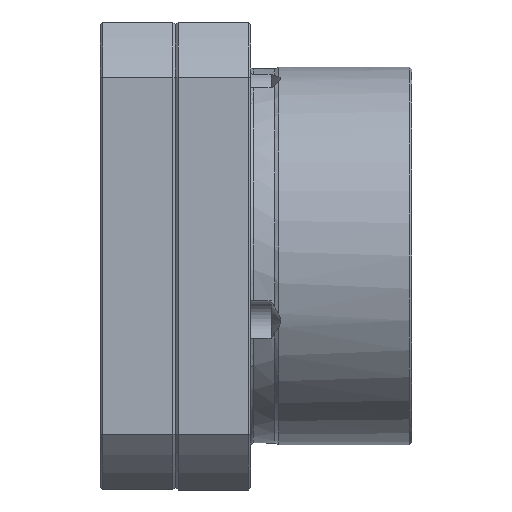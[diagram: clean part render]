
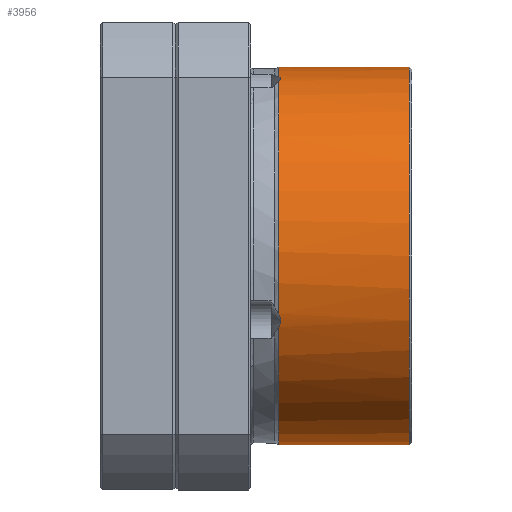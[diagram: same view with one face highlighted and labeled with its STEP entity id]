
A CAD part, front view. The second image highlights one B-rep face of the part: STEP entity #3956.
In plain terms, the highlighted cylindrical face has radius 37.5 mm (diameter 75 mm), a partial arc.
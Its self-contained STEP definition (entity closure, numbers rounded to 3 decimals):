
#435 = CARTESIAN_POINT ( 'NONE',  ( 20.5, 0., 37.5 ) ) ;
#486 = CARTESIAN_POINT ( 'NONE',  ( 20.5, 0., -37.5 ) ) ;
#1199 = CARTESIAN_POINT ( 'NONE',  ( 20.89, -35.407, -12.356 ) ) ;
#1217 = CARTESIAN_POINT ( 'NONE',  ( 20.612, -35.631, -11.695 ) ) ;
#1239 = CARTESIAN_POINT ( 'NONE',  ( 20.953, -35.196, -12.942 ) ) ;
#1240 = CARTESIAN_POINT ( 'NONE',  ( 20.719, -35.559, -11.91 ) ) ;
#1241 = B_SPLINE_CURVE_WITH_KNOTS ( 'NONE', 3,
 ( #1243, #1217, #1240, #1199, #1244, #1239, #1242, #1249, #1248, #1247, #1246, #1245 ),
 .UNSPECIFIED., .F., .F.,
 ( 4, 2, 2, 2, 2, 4 ),
 ( 0., 0.001, 0.002, 0.002, 0.002, 0.003 ),
 .UNSPECIFIED. ) ;
#1242 = CARTESIAN_POINT ( 'NONE',  ( 20.938, -35.152, -13.06 ) ) ;
#1243 = CARTESIAN_POINT ( 'NONE',  ( 20.5, -35.699, -11.481 ) ) ;
#1244 = CARTESIAN_POINT ( 'NONE',  ( 20.952, -35.325, -12.588 ) ) ;
#1245 = CARTESIAN_POINT ( 'NONE',  ( 20.5, -34.727, -14.152 ) ) ;
#1246 = CARTESIAN_POINT ( 'NONE',  ( 20.613, -34.812, -13.944 ) ) ;
#1247 = CARTESIAN_POINT ( 'NONE',  ( 20.719, -34.896, -13.733 ) ) ;
#1248 = CARTESIAN_POINT ( 'NONE',  ( 20.848, -35.024, -13.401 ) ) ;
#1249 = CARTESIAN_POINT ( 'NONE',  ( 20.885, -35.067, -13.289 ) ) ;
#2937 = CIRCLE ( 'NONE', #2993, 37.5 ) ;
#2959 = DIRECTION ( 'NONE',  ( 0., 0., 1. ) ) ;
#2960 = DIRECTION ( 'NONE',  ( -1., 0., 0. ) ) ;
#2961 = CARTESIAN_POINT ( 'NONE',  ( 20.5, 0., 0. ) ) ;
#2993 = AXIS2_PLACEMENT_3D ( 'NONE', #2961, #2960, #2959 ) ;
#3129 = CARTESIAN_POINT ( 'NONE',  ( 20.5, -14.152, 34.727 ) ) ;
#3167 = CARTESIAN_POINT ( 'NONE',  ( 20.5, -35.699, -11.481 ) ) ;
#3229 = DIRECTION ( 'NONE',  ( 0., 0., 1. ) ) ;
#3234 = CIRCLE ( 'NONE', #3275, 37.5 ) ;
#3263 = CYLINDRICAL_SURFACE ( 'NONE', #3267, 37.5 ) ;
#3267 = AXIS2_PLACEMENT_3D ( 'NONE', #3287, #3272, #3229 ) ;
#3272 = DIRECTION ( 'NONE',  ( -1., 0., 0. ) ) ;
#3274 = CARTESIAN_POINT ( 'NONE',  ( 46.5, 0., 0. ) ) ;
#3275 = AXIS2_PLACEMENT_3D ( 'NONE', #3274, #3325, #3350 ) ;
#3287 = CARTESIAN_POINT ( 'NONE',  ( -94.469, 0., 0. ) ) ;
#3325 = DIRECTION ( 'NONE',  ( -1., 0., 0. ) ) ;
#3350 = DIRECTION ( 'NONE',  ( 0., 0., 1. ) ) ;
#3404 = FACE_OUTER_BOUND ( 'NONE', #4033, .T. ) ;
#3416 = DIRECTION ( 'NONE',  ( 0., 0., 1. ) ) ;
#3417 = DIRECTION ( 'NONE',  ( -1., 0., 0. ) ) ;
#3418 = CARTESIAN_POINT ( 'NONE',  ( 20.5, 0., 0. ) ) ;
#3426 = CIRCLE ( 'NONE', #3427, 37.5 ) ;
#3427 = AXIS2_PLACEMENT_3D ( 'NONE', #3418, #3417, #3416 ) ;
#3760 = EDGE_CURVE ( 'NONE', #3840, #3841, #2937, .T. ) ;
#3840 = VERTEX_POINT ( 'NONE', #3167 ) ;
#3841 = VERTEX_POINT ( 'NONE', #3129 ) ;
#3956 = ADVANCED_FACE ( 'NONE', ( #3404 ), #3263, .T. ) ;
#3957 = EDGE_CURVE ( 'NONE', #6998, #7005, #3234, .T. ) ;
#3985 = ORIENTED_EDGE ( 'NONE', *, *, #4435, .F. ) ;
#3992 = EDGE_CURVE ( 'NONE', #4035, #4503, #3426, .T. ) ;
#3994 = ORIENTED_EDGE ( 'NONE', *, *, #3996, .T. ) ;
#3996 = EDGE_CURVE ( 'NONE', #4035, #3841, #4283, .T. ) ;
#3995 = CARTESIAN_POINT ( 'NONE',  ( 20.5, -11.481, 35.699 ) ) ;
#4033 = EDGE_LOOP ( 'NONE', ( #4034, #4044, #4078, #4086, #3994, #4085, #4093, #3985 ) ) ;
#4034 = ORIENTED_EDGE ( 'NONE', *, *, #4444, .F. ) ;
#4035 = VERTEX_POINT ( 'NONE', #3995 ) ;
#4044 = ORIENTED_EDGE ( 'NONE', *, *, #3957, .T. ) ;
#4078 = ORIENTED_EDGE ( 'NONE', *, *, #4461, .T. ) ;
#4085 = ORIENTED_EDGE ( 'NONE', *, *, #3760, .F. ) ;
#4086 = ORIENTED_EDGE ( 'NONE', *, *, #3992, .F. ) ;
#4087 = EDGE_CURVE ( 'NONE', #3840, #4450, #1241, .T. ) ;
#4093 = ORIENTED_EDGE ( 'NONE', *, *, #4087, .T. ) ;
#4283 = B_SPLINE_CURVE_WITH_KNOTS ( 'NONE', 3,
 ( #4297, #4296, #4356, #4311, #4310, #4303, #4302, #4354, #4353, #4295, #4294, #4326 ),
 .UNSPECIFIED., .F., .F.,
 ( 4, 2, 2, 2, 2, 4 ),
 ( 0., 0.001, 0.002, 0.002, 0.002, 0.003 ),
 .UNSPECIFIED. ) ;
#4294 = CARTESIAN_POINT ( 'NONE',  ( 20.613, -13.944, 34.812 ) ) ;
#4295 = CARTESIAN_POINT ( 'NONE',  ( 20.719, -13.733, 34.896 ) ) ;
#4296 = CARTESIAN_POINT ( 'NONE',  ( 20.612, -11.695, 35.631 ) ) ;
#4297 = CARTESIAN_POINT ( 'NONE',  ( 20.5, -11.481, 35.699 ) ) ;
#4302 = CARTESIAN_POINT ( 'NONE',  ( 20.938, -13.06, 35.152 ) ) ;
#4303 = CARTESIAN_POINT ( 'NONE',  ( 20.953, -12.942, 35.196 ) ) ;
#4310 = CARTESIAN_POINT ( 'NONE',  ( 20.952, -12.588, 35.325 ) ) ;
#4311 = CARTESIAN_POINT ( 'NONE',  ( 20.89, -12.356, 35.407 ) ) ;
#4326 = CARTESIAN_POINT ( 'NONE',  ( 20.5, -14.152, 34.727 ) ) ;
#4353 = CARTESIAN_POINT ( 'NONE',  ( 20.848, -13.401, 35.024 ) ) ;
#4354 = CARTESIAN_POINT ( 'NONE',  ( 20.885, -13.289, 35.067 ) ) ;
#4356 = CARTESIAN_POINT ( 'NONE',  ( 20.719, -11.91, 35.559 ) ) ;
#4435 = EDGE_CURVE ( 'NONE', #4487, #4450, #8033, .T. ) ;
#4444 = EDGE_CURVE ( 'NONE', #6998, #4487, #7848, .T. ) ;
#4450 = VERTEX_POINT ( 'NONE', #7831 ) ;
#4461 = EDGE_CURVE ( 'NONE', #7005, #4503, #7875, .T. ) ;
#4487 = VERTEX_POINT ( 'NONE', #486 ) ;
#4503 = VERTEX_POINT ( 'NONE', #435 ) ;
#4622 = CARTESIAN_POINT ( 'NONE',  ( 46.5, 0., 37.5 ) ) ;
#5066 = CARTESIAN_POINT ( 'NONE',  ( 46.5, 0., -37.5 ) ) ;
#6998 = VERTEX_POINT ( 'NONE', #5066 ) ;
#7005 = VERTEX_POINT ( 'NONE', #4622 ) ;
#7831 = CARTESIAN_POINT ( 'NONE',  ( 20.5, -34.727, -14.152 ) ) ;
#7842 = DIRECTION ( 'NONE',  ( -1., 0., 0. ) ) ;
#7843 = VECTOR ( 'NONE', #7842, 1000. ) ;
#7844 = CARTESIAN_POINT ( 'NONE',  ( -94.469, 0., -37.5 ) ) ;
#7848 = LINE ( 'NONE', #7844, #7843 ) ;
#7874 = CARTESIAN_POINT ( 'NONE',  ( -94.469, 0., 37.5 ) ) ;
#7875 = LINE ( 'NONE', #7874, #7889 ) ;
#7888 = DIRECTION ( 'NONE',  ( -1., 0., 0. ) ) ;
#7889 = VECTOR ( 'NONE', #7888, 1000. ) ;
#7971 = DIRECTION ( 'NONE',  ( 0., 0., 1. ) ) ;
#7972 = DIRECTION ( 'NONE',  ( -1., 0., 0. ) ) ;
#7980 = AXIS2_PLACEMENT_3D ( 'NONE', #8025, #7972, #7971 ) ;
#8025 = CARTESIAN_POINT ( 'NONE',  ( 20.5, 0., 0. ) ) ;
#8033 = CIRCLE ( 'NONE', #7980, 37.5 ) ;
